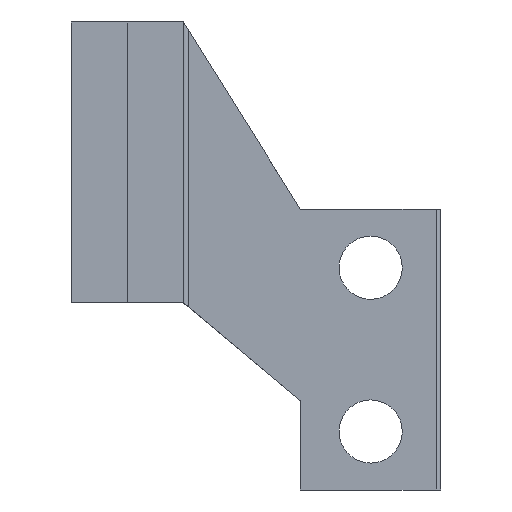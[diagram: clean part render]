
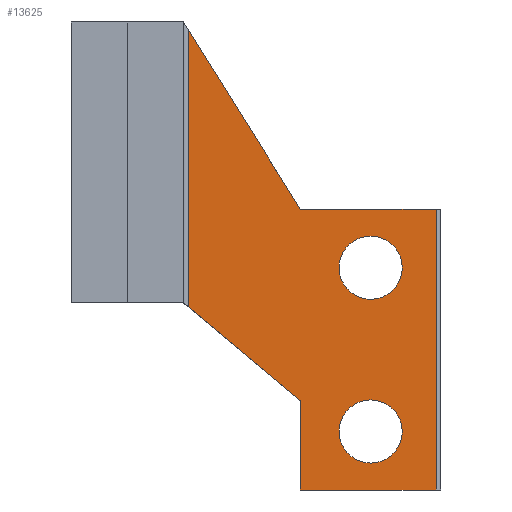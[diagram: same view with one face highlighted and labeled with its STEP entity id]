
A CAD part, left-side view. The second image highlights one B-rep face of the part: STEP entity #13625.
In plain terms, the highlighted planar face has unit normal (-1, 0, 0).
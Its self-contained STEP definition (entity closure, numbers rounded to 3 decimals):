
#12187=AXIS2_PLACEMENT_3D('Circle Axis2P3D',#12185,#12186,$) ;
#12924=AXIS2_PLACEMENT_3D('Circle Axis2P3D',#12922,#12923,$) ;
#12955=AXIS2_PLACEMENT_3D('Circle Axis2P3D',#12953,#12954,$) ;
#12981=AXIS2_PLACEMENT_3D('Circle Axis2P3D',#12979,#12980,$) ;
#13587=AXIS2_PLACEMENT_3D('Plane Axis2P3D',#13584,#13585,#13586) ;
#12182=CARTESIAN_POINT('Vertex',(-243.,-50.764,62.576)) ;
#12185=CARTESIAN_POINT('Axis2P3D Location',(-243.,-54.,68.5)) ;
#12189=CARTESIAN_POINT('Vertex',(-243.,-57.236,74.424)) ;
#12222=CARTESIAN_POINT('Vertex',(-243.,-39.,40.023)) ;
#12236=CARTESIAN_POINT('Vertex',(-243.,-39.,21.)) ;
#12239=CARTESIAN_POINT('Line Origine',(-243.,-39.,30.511)) ;
#12922=CARTESIAN_POINT('Axis2P3D Location',(-243.,-54.,68.5)) ;
#12950=CARTESIAN_POINT('Vertex',(-243.,-50.764,27.576)) ;
#12953=CARTESIAN_POINT('Axis2P3D Location',(-243.,-54.,33.5)) ;
#12957=CARTESIAN_POINT('Vertex',(-243.,-57.236,39.424)) ;
#12979=CARTESIAN_POINT('Axis2P3D Location',(-243.,-54.,33.5)) ;
#13102=CARTESIAN_POINT('Vertex',(-243.,-15.,60.161)) ;
#13105=CARTESIAN_POINT('Line Origine',(-243.,-15.,71.)) ;
#13109=CARTESIAN_POINT('Vertex',(-243.,-15.,119.4)) ;
#13178=CARTESIAN_POINT('Line Origine',(-243.,-27.,100.2)) ;
#13182=CARTESIAN_POINT('Vertex',(-243.,-39.,81.)) ;
#13246=CARTESIAN_POINT('Line Origine',(-243.,-27.,50.092)) ;
#13584=CARTESIAN_POINT('Axis2P3D Location',(-243.,-2.,61.)) ;
#13589=CARTESIAN_POINT('Line Origine',(-243.,-53.5,81.)) ;
#13593=CARTESIAN_POINT('Vertex',(-243.,-68.,81.)) ;
#13596=CARTESIAN_POINT('Line Origine',(-243.,-53.5,21.)) ;
#13600=CARTESIAN_POINT('Vertex',(-243.,-68.,21.)) ;
#13603=CARTESIAN_POINT('Line Origine',(-243.,-68.,51.)) ;
#12186=DIRECTION('Axis2P3D Direction',(1.,0.,0.)) ;
#12240=DIRECTION('Vector Direction',(0.,0.,-1.)) ;
#12923=DIRECTION('Axis2P3D Direction',(1.,0.,0.)) ;
#12954=DIRECTION('Axis2P3D Direction',(1.,0.,0.)) ;
#12980=DIRECTION('Axis2P3D Direction',(1.,0.,0.)) ;
#13106=DIRECTION('Vector Direction',(0.,0.,-1.)) ;
#13179=DIRECTION('Vector Direction',(0.,0.53,0.848)) ;
#13247=DIRECTION('Vector Direction',(0.,-0.766,-0.643)) ;
#13585=DIRECTION('Axis2P3D Direction',(-1.,0.,0.)) ;
#13586=DIRECTION('Axis2P3D XDirection',(0.,0.,-1.)) ;
#13590=DIRECTION('Vector Direction',(0.,1.,0.)) ;
#13597=DIRECTION('Vector Direction',(0.,-1.,0.)) ;
#13604=DIRECTION('Vector Direction',(0.,0.,1.)) ;
#12241=VECTOR('Line Direction',#12240,1.) ;
#13107=VECTOR('Line Direction',#13106,1.) ;
#13180=VECTOR('Line Direction',#13179,1.) ;
#13248=VECTOR('Line Direction',#13247,1.) ;
#13591=VECTOR('Line Direction',#13590,1.) ;
#13598=VECTOR('Line Direction',#13597,1.) ;
#13605=VECTOR('Line Direction',#13604,1.) ;
#13609=ORIENTED_EDGE('',*,*,#13595,.T.) ;
#13610=ORIENTED_EDGE('',*,*,#13184,.T.) ;
#13611=ORIENTED_EDGE('',*,*,#13111,.F.) ;
#13612=ORIENTED_EDGE('',*,*,#13250,.T.) ;
#13613=ORIENTED_EDGE('',*,*,#12243,.T.) ;
#13614=ORIENTED_EDGE('',*,*,#13602,.T.) ;
#13615=ORIENTED_EDGE('',*,*,#13607,.T.) ;
#13618=ORIENTED_EDGE('',*,*,#12959,.F.) ;
#13619=ORIENTED_EDGE('',*,*,#12983,.F.) ;
#13622=ORIENTED_EDGE('',*,*,#12926,.F.) ;
#13623=ORIENTED_EDGE('',*,*,#12191,.F.) ;
#13620=FACE_BOUND('',#13617,.T.) ;
#13624=FACE_BOUND('',#13621,.T.) ;
#13625=ADVANCED_FACE('RB2893003_1PA_001_01_SPREAD_REAR_TERM_MULTI_N1.6\\PartBody',(#13616,#13620,#13624),#13588,.T.) ;
#12188=CIRCLE('generated circle',#12187,6.75) ;
#12925=CIRCLE('generated circle',#12924,6.75) ;
#12956=CIRCLE('generated circle',#12955,6.75) ;
#12982=CIRCLE('generated circle',#12981,6.75) ;
#12191=EDGE_CURVE('',#12183,#12190,#12188,.F.) ;
#12243=EDGE_CURVE('',#12223,#12237,#12242,.T.) ;
#12926=EDGE_CURVE('',#12190,#12183,#12925,.F.) ;
#12959=EDGE_CURVE('',#12951,#12958,#12956,.F.) ;
#12983=EDGE_CURVE('',#12958,#12951,#12982,.F.) ;
#13111=EDGE_CURVE('',#13103,#13110,#13108,.F.) ;
#13184=EDGE_CURVE('',#13183,#13110,#13181,.T.) ;
#13250=EDGE_CURVE('',#13103,#12223,#13249,.T.) ;
#13595=EDGE_CURVE('',#13594,#13183,#13592,.T.) ;
#13602=EDGE_CURVE('',#12237,#13601,#13599,.T.) ;
#13607=EDGE_CURVE('',#13601,#13594,#13606,.T.) ;
#13608=EDGE_LOOP('',(#13609,#13610,#13611,#13612,#13613,#13614,#13615)) ;
#13617=EDGE_LOOP('',(#13618,#13619)) ;
#13621=EDGE_LOOP('',(#13622,#13623)) ;
#13616=FACE_OUTER_BOUND('',#13608,.T.) ;
#12242=LINE('Line',#12239,#12241) ;
#13108=LINE('Line',#13105,#13107) ;
#13181=LINE('Line',#13178,#13180) ;
#13249=LINE('Line',#13246,#13248) ;
#13592=LINE('Line',#13589,#13591) ;
#13599=LINE('Line',#13596,#13598) ;
#13606=LINE('Line',#13603,#13605) ;
#13588=PLANE('',#13587) ;
#12183=VERTEX_POINT('',#12182) ;
#12190=VERTEX_POINT('',#12189) ;
#12223=VERTEX_POINT('',#12222) ;
#12237=VERTEX_POINT('',#12236) ;
#12951=VERTEX_POINT('',#12950) ;
#12958=VERTEX_POINT('',#12957) ;
#13103=VERTEX_POINT('',#13102) ;
#13110=VERTEX_POINT('',#13109) ;
#13183=VERTEX_POINT('',#13182) ;
#13594=VERTEX_POINT('',#13593) ;
#13601=VERTEX_POINT('',#13600) ;
